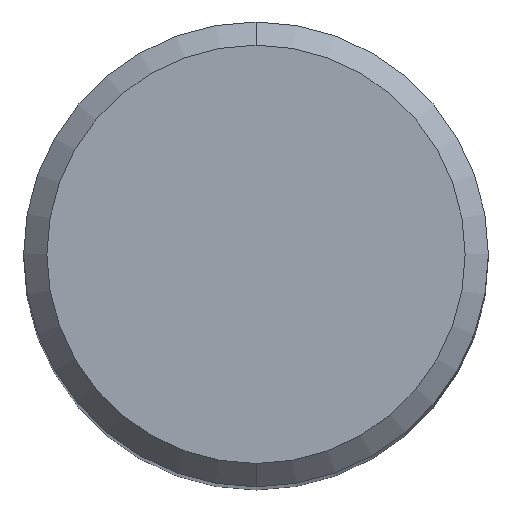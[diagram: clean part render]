
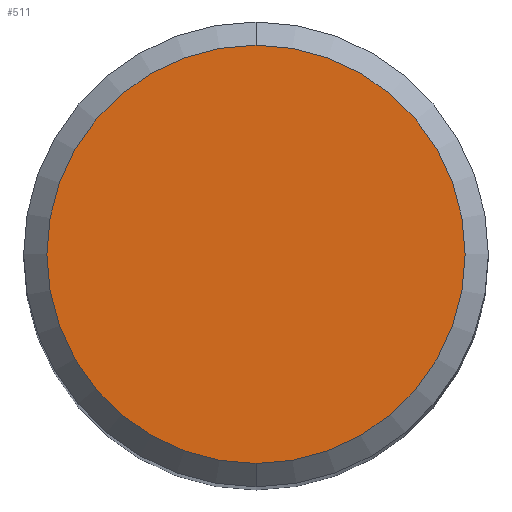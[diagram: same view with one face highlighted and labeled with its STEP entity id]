
A CAD part, top view. The second image highlights one B-rep face of the part: STEP entity #511.
In plain terms, the highlighted planar face has unit normal (0, 0, 1).
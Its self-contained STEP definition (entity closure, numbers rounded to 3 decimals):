
#399=VERTEX_POINT('',#902);
#405=VERTEX_POINT('',#909);
#479=EDGE_CURVE('',#399,#405,#990,.T.);
#511=ADVANCED_FACE('',(#1024),#1025,.T.);
#567=EDGE_CURVE('',#405,#399,#1088,.T.);
#902=CARTESIAN_POINT('',(0.0,4.5,0.0));
#909=CARTESIAN_POINT('',(0.,-4.5,0.0));
#990=CIRCLE('',#4140,4.5);
#1024=FACE_OUTER_BOUND('',#4216,.T.);
#1025=PLANE('',#4217);
#1088=CIRCLE('',#4523,4.5);
#4140=AXIS2_PLACEMENT_3D('',#5475,#5476,#5477);
#4216=EDGE_LOOP('',(#5499,#5500));
#4217=AXIS2_PLACEMENT_3D('',#5501,#5502,#5503);
#4523=AXIS2_PLACEMENT_3D('',#5587,#5588,#5589);
#5475=CARTESIAN_POINT('',(0.0,0.0,0.0));
#5476=DIRECTION('',(0.0,0.0,-1.0));
#5477=DIRECTION('',(0.0,1.0,0.0));
#5499=ORIENTED_EDGE('',*,*,#479,.F.);
#5500=ORIENTED_EDGE('',*,*,#567,.F.);
#5501=CARTESIAN_POINT('',(0.0,2.25,0.0));
#5502=DIRECTION('',(-0.0,0.0,1.0));
#5503=DIRECTION('',(0.0,-1.0,0.0));
#5587=CARTESIAN_POINT('',(0.0,0.0,0.0));
#5588=DIRECTION('',(0.0,0.0,-1.0));
#5589=DIRECTION('',(0.0,1.0,0.0));
